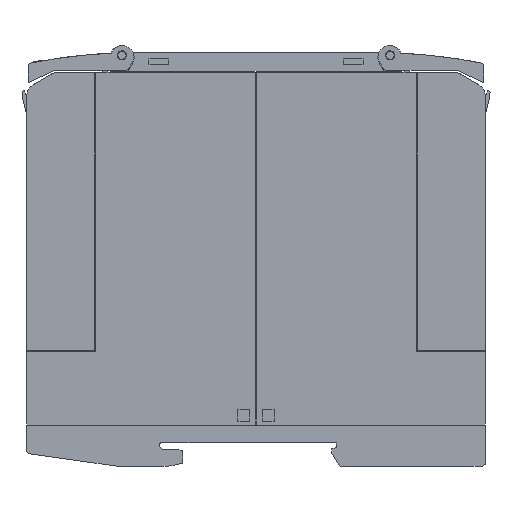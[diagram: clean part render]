
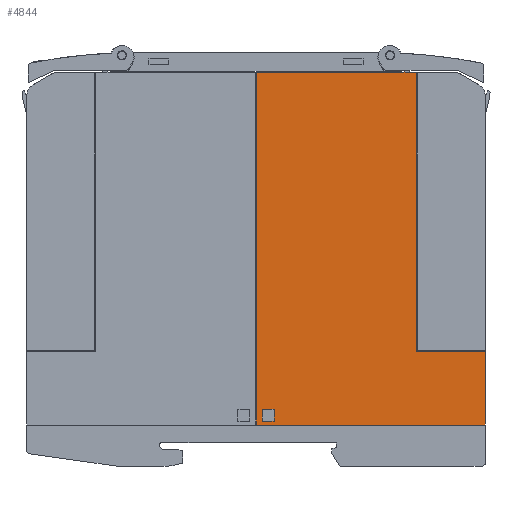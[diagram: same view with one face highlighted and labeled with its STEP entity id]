
A CAD part, left-side view. The second image highlights one B-rep face of the part: STEP entity #4844.
In plain terms, the highlighted planar face has unit normal (-1, 0, 0).
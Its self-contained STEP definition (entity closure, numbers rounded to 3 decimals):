
#4844=ADVANCED_FACE('',(#9876,#9877),#9878,.T.);
#9876=FACE_BOUND('',#14974,.T.);
#9877=FACE_OUTER_BOUND('',#14975,.T.);
#9878=PLANE('',#14976);
#14974=EDGE_LOOP('',(#30336,#30337,#30338,#30339));
#14975=EDGE_LOOP('',(#30340,#30341,#30342,#30343,#30344,#30345));
#14976=AXIS2_PLACEMENT_3D('',#30346,#30347,#30348);
#30336=ORIENTED_EDGE('',*,*,#36982,.T.);
#30337=ORIENTED_EDGE('',*,*,#36958,.T.);
#30338=ORIENTED_EDGE('',*,*,#36966,.T.);
#30339=ORIENTED_EDGE('',*,*,#36979,.T.);
#30340=ORIENTED_EDGE('',*,*,#33021,.T.);
#30341=ORIENTED_EDGE('',*,*,#33031,.T.);
#30342=ORIENTED_EDGE('',*,*,#36989,.T.);
#30343=ORIENTED_EDGE('',*,*,#36972,.F.);
#30344=ORIENTED_EDGE('',*,*,#36990,.T.);
#30345=ORIENTED_EDGE('',*,*,#36985,.T.);
#30346=CARTESIAN_POINT('',(0.0,25.949,9.001));
#30347=DIRECTION('',(-1.0,0.0,0.0));
#30348=DIRECTION('',(0.0,-1.0,0.0));
#33021=EDGE_CURVE('',#40303,#40307,#40309,.T.);
#33031=EDGE_CURVE('',#40307,#40327,#40328,.T.);
#36958=EDGE_CURVE('',#46145,#46143,#46146,.T.);
#36966=EDGE_CURVE('',#46143,#46154,#46156,.T.);
#36972=EDGE_CURVE('',#46165,#46167,#46168,.T.);
#36979=EDGE_CURVE('',#46154,#46177,#46179,.T.);
#36982=EDGE_CURVE('',#46177,#46145,#46182,.T.);
#36985=EDGE_CURVE('',#46185,#40303,#46186,.T.);
#36989=EDGE_CURVE('',#40327,#46167,#46191,.T.);
#36990=EDGE_CURVE('',#46165,#46185,#46192,.T.);
#40303=VERTEX_POINT('',#51440);
#40307=VERTEX_POINT('',#51446);
#40309=LINE('',#51449,#51450);
#40327=VERTEX_POINT('',#51476);
#40328=LINE('',#51477,#51478);
#46143=VERTEX_POINT('',#60250);
#46145=VERTEX_POINT('',#60253);
#46146=LINE('',#60254,#60255);
#46154=VERTEX_POINT('',#60267);
#46156=LINE('',#60270,#60271);
#46165=VERTEX_POINT('',#60283);
#46167=VERTEX_POINT('',#60286);
#46168=LINE('',#60287,#60288);
#46177=VERTEX_POINT('',#60301);
#46179=LINE('',#60304,#60305);
#46182=LINE('',#60309,#60310);
#46185=VERTEX_POINT('',#60313);
#46186=LINE('',#60314,#60315);
#46191=LINE('',#60322,#60323);
#46192=LINE('',#60324,#60325);
#51440=CARTESIAN_POINT('',(0.0,0.999,25.101));
#51446=CARTESIAN_POINT('',(0.0,16.099,25.101));
#51449=CARTESIAN_POINT('',(0.0,17.224,25.101));
#51450=VECTOR('',#62802,1.0);
#51476=CARTESIAN_POINT('',(0.0,16.099,85.801));
#51477=CARTESIAN_POINT('',(0.0,16.099,32.226));
#51478=VECTOR('',#62811,1.0);
#60250=CARTESIAN_POINT('',(0.0,46.999,12.401));
#60253=CARTESIAN_POINT('',(0.0,49.599,12.401));
#60254=CARTESIAN_POINT('',(0.0,37.124,12.401));
#60255=VECTOR('',#66585,1.0);
#60267=CARTESIAN_POINT('',(0.0,46.999,9.801));
#60270=CARTESIAN_POINT('',(0.0,46.999,10.051));
#60271=VECTOR('',#66591,1.0);
#60283=CARTESIAN_POINT('',(0.0,50.899,9.001));
#60286=CARTESIAN_POINT('',(0.0,50.899,85.801));
#60287=CARTESIAN_POINT('',(0.0,50.899,9.001));
#60288=VECTOR('',#66596,1.0);
#60301=CARTESIAN_POINT('',(0.0,49.599,9.801));
#60304=CARTESIAN_POINT('',(0.0,37.124,9.801));
#60305=VECTOR('',#66602,1.0);
#60309=CARTESIAN_POINT('',(0.0,49.599,10.051));
#60310=VECTOR('',#66604,1.0);
#60313=CARTESIAN_POINT('',(0.0,0.999,9.001));
#60314=CARTESIAN_POINT('',(0.0,0.999,9.001));
#60315=VECTOR('',#66605,1.0);
#60322=CARTESIAN_POINT('',(0.0,50.899,85.801));
#60323=VECTOR('',#66608,1.0);
#60324=CARTESIAN_POINT('',(0.0,50.899,9.001));
#60325=VECTOR('',#66609,1.0);
#62802=DIRECTION('',(0.0,1.0,-0.0));
#62811=DIRECTION('',(0.0,0.0,1.0));
#66585=DIRECTION('',(-0.0,-1.0,-0.0));
#66591=DIRECTION('',(-0.0,-0.0,-1.0));
#66596=DIRECTION('',(0.0,0.0,1.0));
#66602=DIRECTION('',(0.0,1.0,-0.0));
#66604=DIRECTION('',(0.0,0.0,1.0));
#66605=DIRECTION('',(0.0,0.0,1.0));
#66608=DIRECTION('',(0.0,1.0,-0.0));
#66609=DIRECTION('',(0.0,-1.0,0.0));
